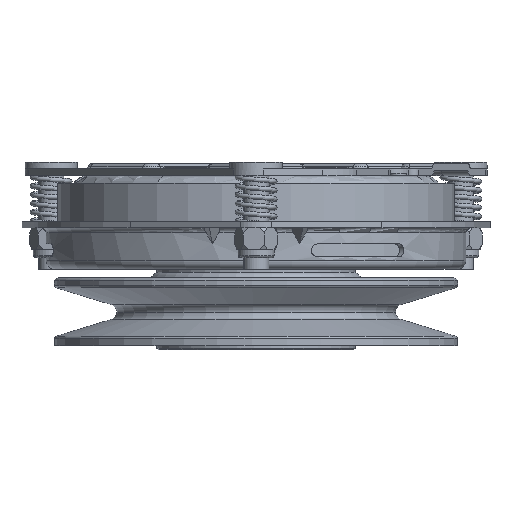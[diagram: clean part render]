
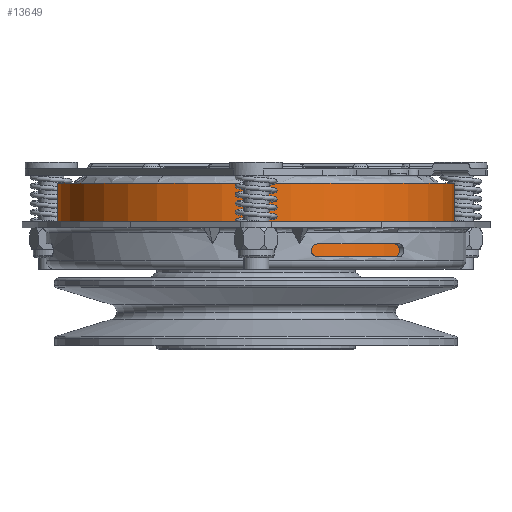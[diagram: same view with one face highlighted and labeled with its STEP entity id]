
A CAD part, front view. The second image highlights one B-rep face of the part: STEP entity #13649.
In plain terms, the highlighted cylindrical face has radius 76 mm (diameter 152 mm), a partial arc.
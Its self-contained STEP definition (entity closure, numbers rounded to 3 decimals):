
#247 = VERTEX_POINT ( 'NONE', #8561 ) ;
#496 = DIRECTION ( 'NONE',  ( 0., 0., -1. ) ) ;
#630 = DIRECTION ( 'NONE',  ( -1., 0., 0. ) ) ;
#934 = CARTESIAN_POINT ( 'NONE',  ( -76., 0., -119.39 ) ) ;
#1503 = CARTESIAN_POINT ( 'NONE',  ( 76., 0., -36.4 ) ) ;
#2558 = EDGE_CURVE ( 'NONE', #7076, #247, #19762, .T. ) ;
#2701 = DIRECTION ( 'NONE',  ( 0., 0., 1. ) ) ;
#3669 = AXIS2_PLACEMENT_3D ( 'NONE', #8089, #18541, #630 ) ;
#4495 = ORIENTED_EDGE ( 'NONE', *, *, #18516, .T. ) ;
#4646 = DIRECTION ( 'NONE',  ( -1., 0., 0. ) ) ;
#4918 = FACE_OUTER_BOUND ( 'NONE', #18783, .T. ) ;
#5399 = VECTOR ( 'NONE', #496, 1000. ) ;
#7076 = VERTEX_POINT ( 'NONE', #16619 ) ;
#8089 = CARTESIAN_POINT ( 'NONE',  ( 0., 0., -5.4 ) ) ;
#8093 = CARTESIAN_POINT ( 'NONE',  ( 0., 0., -119.39 ) ) ;
#8494 = AXIS2_PLACEMENT_3D ( 'NONE', #8093, #9833, #4646 ) ;
#8561 = CARTESIAN_POINT ( 'NONE',  ( -76., 0., -5.4 ) ) ;
#9048 = CARTESIAN_POINT ( 'NONE',  ( 76., 0., -119.39 ) ) ;
#9833 = DIRECTION ( 'NONE',  ( 0., 0., -1. ) ) ;
#9835 = VERTEX_POINT ( 'NONE', #1503 ) ;
#11017 = VERTEX_POINT ( 'NONE', #21415 ) ;
#12031 = CIRCLE ( 'NONE', #22217, 76. ) ;
#12236 = EDGE_CURVE ( 'NONE', #11017, #9835, #12031, .T. ) ;
#12602 = ORIENTED_EDGE ( 'NONE', *, *, #12236, .T. ) ;
#13039 = CARTESIAN_POINT ( 'NONE',  ( 0., 0., -36.4 ) ) ;
#13649 = ADVANCED_FACE ( 'NONE', ( #4918 ), #22176, .T. ) ;
#14226 = LINE ( 'NONE', #934, #17808 ) ;
#14773 = DIRECTION ( 'NONE',  ( -1., 0., 0. ) ) ;
#16619 = CARTESIAN_POINT ( 'NONE',  ( 76., 0., -5.4 ) ) ;
#17134 = ORIENTED_EDGE ( 'NONE', *, *, #22054, .F. ) ;
#17808 = VECTOR ( 'NONE', #18159, 1000. ) ;
#18159 = DIRECTION ( 'NONE',  ( 0., 0., -1. ) ) ;
#18516 = EDGE_CURVE ( 'NONE', #247, #11017, #14226, .T. ) ;
#18541 = DIRECTION ( 'NONE',  ( 0., 0., -1. ) ) ;
#18783 = EDGE_LOOP ( 'NONE', ( #17134, #19387, #4495, #12602 ) ) ;
#19147 = LINE ( 'NONE', #9048, #5399 ) ;
#19387 = ORIENTED_EDGE ( 'NONE', *, *, #2558, .T. ) ;
#19762 = CIRCLE ( 'NONE', #3669, 76. ) ;
#21415 = CARTESIAN_POINT ( 'NONE',  ( -76., 0., -36.4 ) ) ;
#22054 = EDGE_CURVE ( 'NONE', #7076, #9835, #19147, .T. ) ;
#22176 = CYLINDRICAL_SURFACE ( 'NONE', #8494, 76. ) ;
#22217 = AXIS2_PLACEMENT_3D ( 'NONE', #13039, #2701, #14773 ) ;
